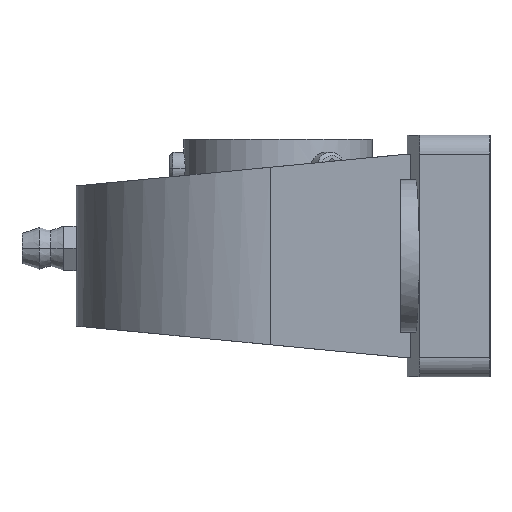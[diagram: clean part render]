
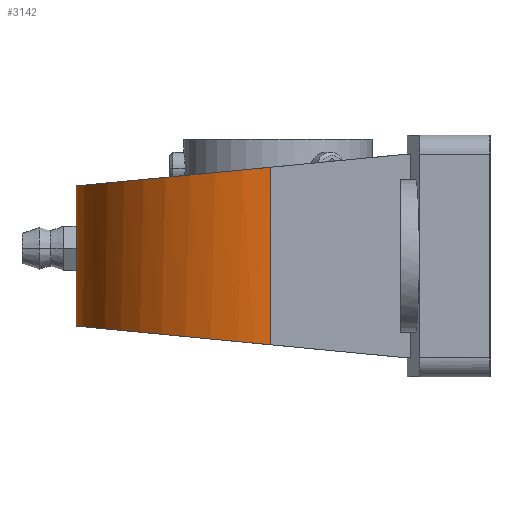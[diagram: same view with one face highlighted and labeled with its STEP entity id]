
A CAD part, left-side view. The second image highlights one B-rep face of the part: STEP entity #3142.
In plain terms, the highlighted cylindrical face has radius 31.7 mm (diameter 63.4 mm), a partial arc.
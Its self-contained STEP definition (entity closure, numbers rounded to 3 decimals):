
#2329=CARTESIAN_POINT('',(15.822,34.483,-13.934));
#2330=VERTEX_POINT('',#2329);
#2337=CARTESIAN_POINT('',(79.178,34.483,-13.934));
#2338=VERTEX_POINT('',#2337);
#2339=CARTESIAN_POINT('',(47.5,33.3,-14.048));
#2340=DIRECTION('',(-0.,-0.096,0.995));
#2341=DIRECTION('',(0.,0.995,0.096));
#2342=AXIS2_PLACEMENT_3D('',#2339,#2340,#2341);
#2343=ELLIPSE('',#2342,31.846,31.7);
#2344=EDGE_CURVE('',#2338,#2330,#2343,.T.);
#2394=CARTESIAN_POINT('',(79.178,34.483,13.934));
#2395=VERTEX_POINT('',#2394);
#2402=CARTESIAN_POINT('',(15.822,34.483,13.934));
#2403=VERTEX_POINT('',#2402);
#2404=CARTESIAN_POINT('',(47.5,33.3,14.048));
#2405=DIRECTION('',(-0.,-0.096,-0.995));
#2406=DIRECTION('',(0.,0.995,-0.096));
#2407=AXIS2_PLACEMENT_3D('',#2404,#2405,#2406);
#2408=ELLIPSE('',#2407,31.846,31.7);
#2409=EDGE_CURVE('',#2403,#2395,#2408,.T.);
#3121=CARTESIAN_POINT('',(47.5,33.3,16.));
#3122=DIRECTION('',(0.,0.,1.));
#3123=DIRECTION('',(0.999,0.037,-0.));
#3124=AXIS2_PLACEMENT_3D('',#3121,#3122,#3123);
#3125=CYLINDRICAL_SURFACE('',#3124,31.7);
#3126=ORIENTED_EDGE('',*,*,#2344,.T.);
#3127=CARTESIAN_POINT('',(15.822,34.483,12361.));
#3128=DIRECTION('',(-0.,-0.,-1.));
#3129=VECTOR('',#3128,24690.);
#3130=LINE('',#3127,#3129);
#3131=EDGE_CURVE('',#2403,#2330,#3130,.T.);
#3132=ORIENTED_EDGE('',*,*,#3131,.F.);
#3133=ORIENTED_EDGE('',*,*,#2409,.T.);
#3134=CARTESIAN_POINT('',(79.178,34.483,12361.));
#3135=DIRECTION('',(-0.,-0.,-1.));
#3136=VECTOR('',#3135,24690.);
#3137=LINE('',#3134,#3136);
#3138=EDGE_CURVE('',#2395,#2338,#3137,.T.);
#3139=ORIENTED_EDGE('',*,*,#3138,.T.);
#3140=EDGE_LOOP('',(#3126,#3132,#3133,#3139));
#3141=FACE_BOUND('',#3140,.T.);
#3142=ADVANCED_FACE('',(#3141),#3125,.T.);
